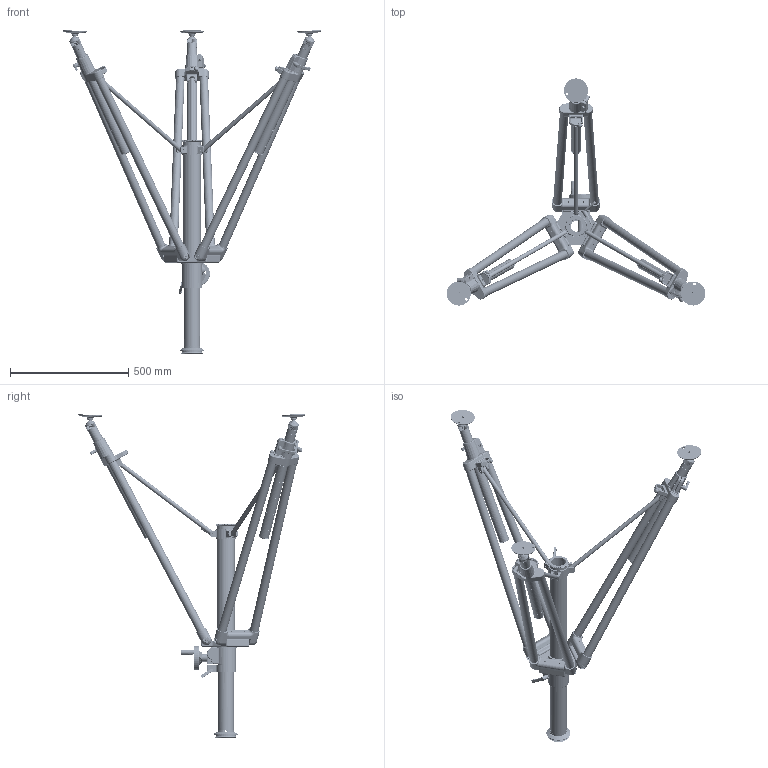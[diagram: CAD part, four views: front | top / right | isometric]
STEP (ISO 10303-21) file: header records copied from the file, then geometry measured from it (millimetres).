
FILE_DESCRIPTION (( 'STEP AP203' ), '1' );
FILE_NAME ('MGS2000TA.STEP', '2018-01-10T21:48:58', ( '' ), ( '' ), 'SwSTEP 2.0', 'SolidWorks 2017', '' );
FILE_SCHEMA (( 'CONFIG_CONTROL_DESIGN' ));
Length unit declared in the file: inch
Products named in the file (1): MGS2000TA
Bounding box: 1091.39 x 958.81 x 1364.85 mm (x, y, z)
Volume: 7139097.3 mm3; surface area: 2695403 mm2
Topology: 1 solids, 73 shells, 14182 faces, 33710 edges, 19531 vertices
Faces by surface type: plane 6047, cone 4559, cylinder 2915, torus 296, bspline 254, sphere 111
Entity records: 420968 total; most frequent: CARTESIAN_POINT 111183, ORIENTED_EDGE 67038, DIRECTION 61311, EDGE_CURVE 33519, AXIS2_PLACEMENT_3D 23411, VERTEX_POINT 19523, VECTOR 14489, LINE 14489
